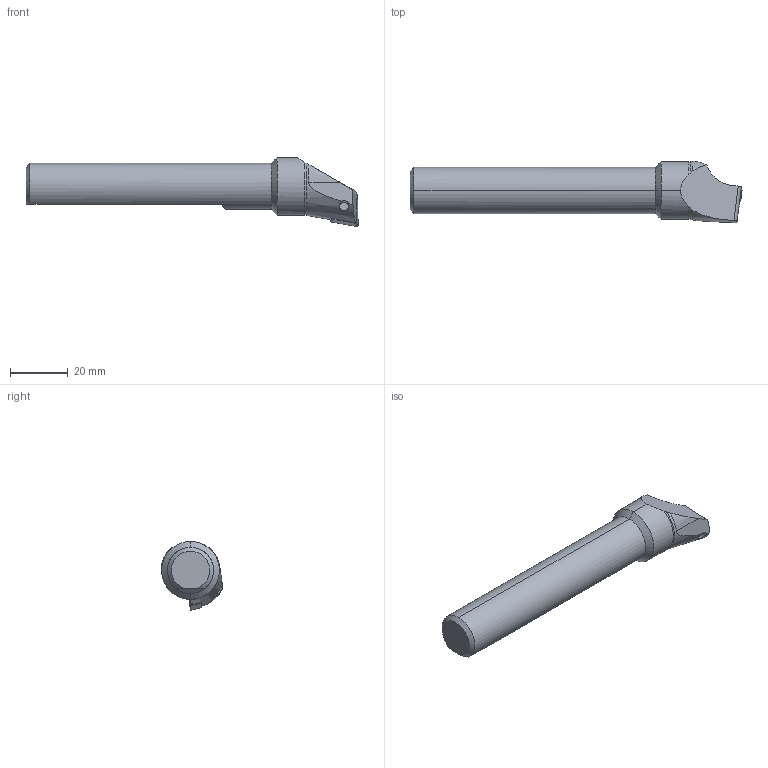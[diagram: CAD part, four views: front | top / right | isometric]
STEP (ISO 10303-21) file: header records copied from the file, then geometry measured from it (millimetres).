
FILE_DESCRIPTION (( 'STEP AP214' ), '1' );
FILE_NAME ('270.028.009.STEP', '2025-02-20T15:59:33', ( '' ), ( '' ), 'SwSTEP 2.0', 'SolidWorks 2022', '' );
FILE_SCHEMA (( 'AUTOMOTIVE_DESIGN' ));
Length unit declared in the file: millimetre
Products named in the file (4): WCB-ER2.001.009_A; 270.028.009; CCMT09T304; B28-WCB.001.115_A
Assembly tree (3 placements, depth 2):
  270.028.009
    B28-WCB.001.115_A
    CCMT09T304
    WCB-ER2.001.009_A
Bounding box: 115 x 21.36 x 23.88 mm (x, y, z)
Volume: 22633 mm3; surface area: 6792.7 mm2
Topology: 3 solids, 3 shells, 124 faces, 321 edges, 193 vertices
Faces by surface type: cylinder 35, cone 33, plane 32, bspline 12, torus 10, sphere 2
Entity records: 4273 total; most frequent: CARTESIAN_POINT 1320, ORIENTED_EDGE 622, DIRECTION 547, EDGE_CURVE 311, AXIS2_PLACEMENT_3D 216, VERTEX_POINT 193, EDGE_LOOP 128, ADVANCED_FACE 124
